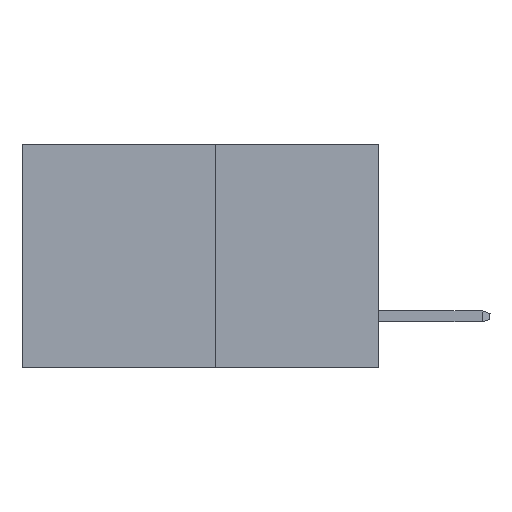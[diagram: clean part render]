
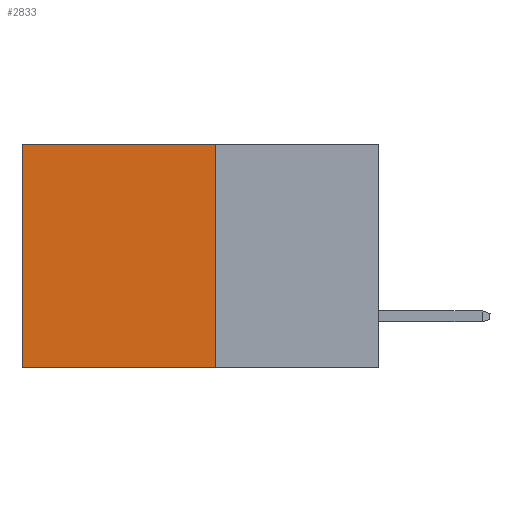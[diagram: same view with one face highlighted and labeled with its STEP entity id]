
A CAD part, left-side view. The second image highlights one B-rep face of the part: STEP entity #2833.
In plain terms, the highlighted planar face has unit normal (-1, 0, 0).
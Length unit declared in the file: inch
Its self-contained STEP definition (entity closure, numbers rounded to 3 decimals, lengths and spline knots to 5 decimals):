
#113 = DIRECTION ( 'NONE',  ( 0., 0., -1. ) ) ;
#621 = EDGE_LOOP ( 'NONE', ( #8560, #16832, #7503, #4769 ) ) ;
#1976 = VECTOR ( 'NONE', #15656, 39.37008 ) ;
#2490 = CARTESIAN_POINT ( 'NONE',  ( 0.277, 0.27, -0.37 ) ) ;
#2833 = ADVANCED_FACE ( 'NONE', ( #14320 ), #17465, .F. ) ;
#3955 = CARTESIAN_POINT ( 'NONE',  ( 0.277, 0.27, -0.37 ) ) ;
#4293 = VERTEX_POINT ( 'NONE', #13790 ) ;
#4769 = ORIENTED_EDGE ( 'NONE', *, *, #17968, .T. ) ;
#5150 = LINE ( 'NONE', #17486, #16743 ) ;
#6394 = DIRECTION ( 'NONE',  ( 0., 0., -1. ) ) ;
#6828 = LINE ( 'NONE', #17886, #14160 ) ;
#7503 = ORIENTED_EDGE ( 'NONE', *, *, #12430, .F. ) ;
#8560 = ORIENTED_EDGE ( 'NONE', *, *, #16881, .T. ) ;
#8563 = CARTESIAN_POINT ( 'NONE',  ( 0.277, 0.27, 0. ) ) ;
#8667 = VERTEX_POINT ( 'NONE', #8563 ) ;
#8864 = DIRECTION ( 'NONE',  ( 0., 1., 0. ) ) ;
#9006 = VERTEX_POINT ( 'NONE', #12282 ) ;
#9867 = LINE ( 'NONE', #3955, #1976 ) ;
#11896 = VECTOR ( 'NONE', #15460, 39.37008 ) ;
#12282 = CARTESIAN_POINT ( 'NONE',  ( 0.277, 0.59, 0. ) ) ;
#12430 = EDGE_CURVE ( 'NONE', #8667, #14056, #9867, .T. ) ;
#13790 = CARTESIAN_POINT ( 'NONE',  ( 0.277, 0.59, -0.37 ) ) ;
#14056 = VERTEX_POINT ( 'NONE', #2490 ) ;
#14160 = VECTOR ( 'NONE', #6394, 39.37008 ) ;
#14320 = FACE_OUTER_BOUND ( 'NONE', #621, .T. ) ;
#15460 = DIRECTION ( 'NONE',  ( 0., 1., 0. ) ) ;
#15635 = LINE ( 'NONE', #16796, #11896 ) ;
#15656 = DIRECTION ( 'NONE',  ( 0., 0., -1. ) ) ;
#16743 = VECTOR ( 'NONE', #8864, 39.37008 ) ;
#16796 = CARTESIAN_POINT ( 'NONE',  ( 0.277, 0.27, -0.37 ) ) ;
#16832 = ORIENTED_EDGE ( 'NONE', *, *, #18221, .F. ) ;
#16881 = EDGE_CURVE ( 'NONE', #9006, #4293, #6828, .T. ) ;
#17189 = AXIS2_PLACEMENT_3D ( 'NONE', #18519, #17765, #113 ) ;
#17465 = PLANE ( 'NONE',  #17189 ) ;
#17486 = CARTESIAN_POINT ( 'NONE',  ( 0.277, 0.27, 0. ) ) ;
#17765 = DIRECTION ( 'NONE',  ( 1., 0., 0. ) ) ;
#17886 = CARTESIAN_POINT ( 'NONE',  ( 0.277, 0.59, -0.37 ) ) ;
#17968 = EDGE_CURVE ( 'NONE', #8667, #9006, #5150, .T. ) ;
#18221 = EDGE_CURVE ( 'NONE', #14056, #4293, #15635, .T. ) ;
#18519 = CARTESIAN_POINT ( 'NONE',  ( 0.277, 0.27, -0.37 ) ) ;
